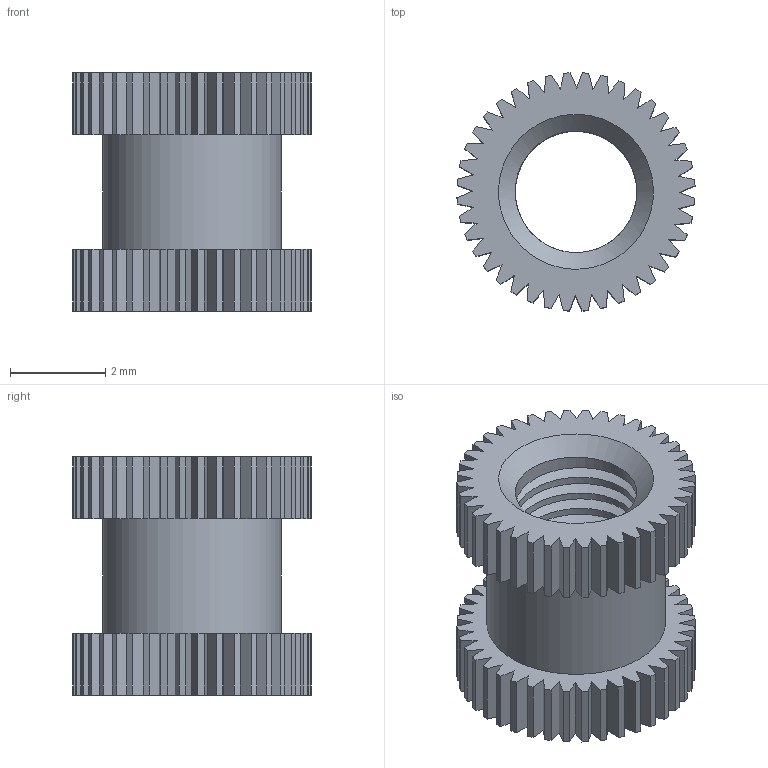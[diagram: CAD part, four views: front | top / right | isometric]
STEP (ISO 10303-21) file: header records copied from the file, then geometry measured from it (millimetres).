
FILE_DESCRIPTION( ('This file contains a STEP AP42 implementation' ,'as created by ZW3D STEP Interface translator.') ,'2;1' );
FILE_NAME( 'M3x5 BRASS INSERT.stp' ,'16 810. 65746', (''), ('ZWCAD Software Co.'), 'Version 1.0', 'ZW3D to STEP translator', '' );
FILE_SCHEMA( ('CONFIG_CONTROL_DESIGN') );
Length unit declared in the file: millimetre
Products named in the file (2): 0; M3x5 BRASS INSERT
Bounding box: 4.99 x 4.99 x 5 mm (x, y, z)
Volume: 43.8 mm3; surface area: 225.3 mm2
Topology: 1 solids, 1 shells, 261 faces, 771 edges, 515 vertices
Faces by surface type: bspline 261
Entity records: 8837 total; most frequent: CARTESIAN_POINT 4168, ORIENTED_EDGE 1538, EDGE_CURVE 769, B_SPLINE_CURVE_WITH_KNOTS 594, VERTEX_POINT 512, EDGE_LOOP 265, FACE_OUTER_BOUND 261, ADVANCED_FACE 261
